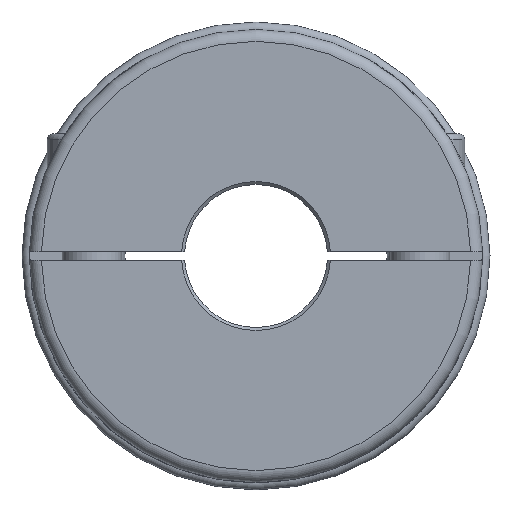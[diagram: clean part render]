
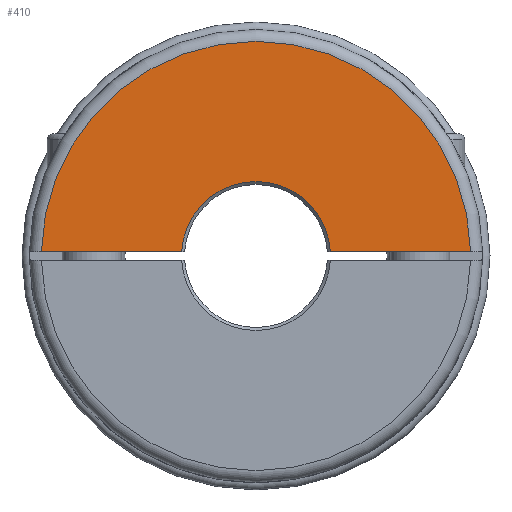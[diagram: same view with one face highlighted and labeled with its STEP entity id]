
A CAD part, left-side view. The second image highlights one B-rep face of the part: STEP entity #410.
In plain terms, the highlighted planar face has unit normal (-1, 0, 0).
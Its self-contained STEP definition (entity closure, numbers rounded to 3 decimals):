
#410 = ADVANCED_FACE( '', ( #939 ), #940, .T. );
#939 = FACE_OUTER_BOUND( '', #1560, .T. );
#940 = PLANE( '', #1561 );
#1560 = EDGE_LOOP( '', ( #2585, #2586, #2587, #2588 ) );
#1561 = AXIS2_PLACEMENT_3D( '', #2589, #2590, #2591 );
#2585 = ORIENTED_EDGE( '', *, *, #3465, .F. );
#2586 = ORIENTED_EDGE( '', *, *, #3364, .T. );
#2587 = ORIENTED_EDGE( '', *, *, #3466, .F. );
#2588 = ORIENTED_EDGE( '', *, *, #3121, .T. );
#2589 = CARTESIAN_POINT( '', ( 0., 0., 15. ) );
#2590 = DIRECTION( '', ( -1., 0., 0. ) );
#2591 = DIRECTION( '', ( 0., 0., 1. ) );
#3121 = EDGE_CURVE( '', #3617, #3621, #3623, .T. );
#3364 = EDGE_CURVE( '', #4015, #4012, #4016, .F. );
#3465 = EDGE_CURVE( '', #4015, #3621, #4156, .T. );
#3466 = EDGE_CURVE( '', #3617, #4012, #4157, .T. );
#3617 = VERTEX_POINT( '', #4426 );
#3621 = VERTEX_POINT( '', #4447 );
#3623 = CIRCLE( '', #4466, 72. );
#4012 = VERTEX_POINT( '', #5618 );
#4015 = VERTEX_POINT( '', #5624 );
#4016 = CIRCLE( '', #5625, 25. );
#4156 = LINE( '', #5997, #5998 );
#4157 = LINE( '', #5999, #6000 );
#4426 = CARTESIAN_POINT( '', ( 0., -71.984, 1.5 ) );
#4447 = CARTESIAN_POINT( '', ( 0., 71.984, 1.5 ) );
#4466 = AXIS2_PLACEMENT_3D( '', #6194, #6195, #6196 );
#5618 = CARTESIAN_POINT( '', ( 0., -24.955, 1.5 ) );
#5624 = CARTESIAN_POINT( '', ( 0., 24.955, 1.5 ) );
#5625 = AXIS2_PLACEMENT_3D( '', #6505, #6506, #6507 );
#5997 = CARTESIAN_POINT( '', ( 0., 0., 1.5 ) );
#5998 = VECTOR( '', #6638, 1000. );
#5999 = CARTESIAN_POINT( '', ( 0., 0., 1.5 ) );
#6000 = VECTOR( '', #6639, 1000. );
#6194 = CARTESIAN_POINT( '', ( 0., 0., 0. ) );
#6195 = DIRECTION( '', ( -1., 0., 0. ) );
#6196 = DIRECTION( '', ( 0., 0., 1. ) );
#6505 = CARTESIAN_POINT( '', ( 0., 0., 0. ) );
#6506 = DIRECTION( '', ( -1., 0., 0. ) );
#6507 = DIRECTION( '', ( 0., 0., 1. ) );
#6638 = DIRECTION( '', ( 0., 1., 0. ) );
#6639 = DIRECTION( '', ( 0., 1., 0. ) );
